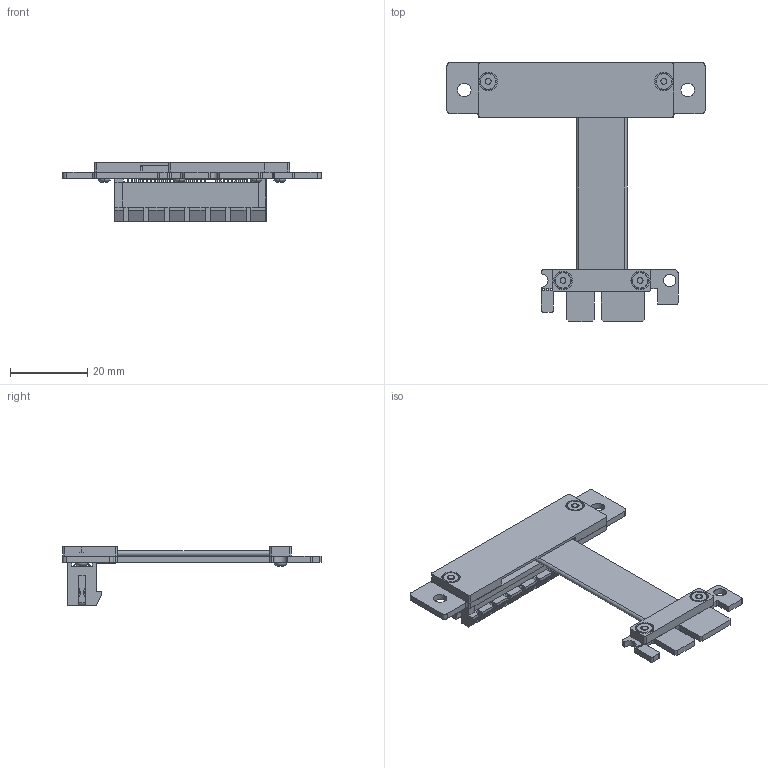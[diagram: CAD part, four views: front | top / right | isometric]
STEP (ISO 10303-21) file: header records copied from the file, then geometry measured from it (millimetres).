
FILE_DESCRIPTION(('Open CASCADE Model'),'2;1');
FILE_NAME('Open CASCADE Shape Model','2020-03-05T10:57:24',('Author'),( 'Open CASCADE'),'Open CASCADE STEP processor 6.8','Open CASCADE 6.8' ,'Unknown');
FILE_SCHEMA(('AUTOMOTIVE_DESIGN { 1 0 10303 214 1 1 1 1 }'));
Length unit declared in the file: millimetre
Products named in the file (12): PCB; Board; Open CASCADE STEP translator 6.8 14.1.1; Free-Models; G0033_RGB9411503; Hexagon_nut_ISO_4032_(DIN_934)_-_M2_RGB9411503; PCIe_x4_SF_open_Lotes_RGB4404530; RP22R-PAD; Tape28x5_RGB0; RP11S-PAD; Tape14x5_RGB0; cable20-43
Assembly tree (17 placements, depth 3):
  PCB
    Board
      Open CASCADE STEP translator 6.8 14.1.1
    Free-Models
      G0033_RGB9411503  x4
      Hexagon_nut_ISO_4032_(DIN_934)_-_M2_RGB9411503  x4
      PCIe_x4_SF_open_Lotes_RGB4404530
      RP22R-PAD
      Tape28x5_RGB0
      RP11S-PAD
      Tape14x5_RGB0
      cable20-43
Bounding box: 67.08 x 67.29 x 15.32 mm (x, y, z)
Volume: 6604.5 mm3; surface area: 12628.3 mm2
Topology: 55 solids, 55 shells, 3792 faces, 9225 edges, 5699 vertices
Faces by surface type: plane 1949, cylinder 1311, bspline 396, torus 80, cone 48, revolution 8
Full cylindrical faces by diameter (mm): 0.6 x63, 0.7 x64, 1.2 x4, 1.6 x64, 2 x4, 2.2 x8, 2.35 x2, 2.4 x2, 3.2 x1, 3.5 x2, 4.8 x4
Entity records: 139678 total; most frequent: CARTESIAN_POINT 26197, ORIENTED_EDGE 17802, DIRECTION 16624, EDGE_CURVE 8901, LINE 5910, VECTOR 5910, VERTEX_POINT 5495, AXIS2_PLACEMENT_3D 5356
